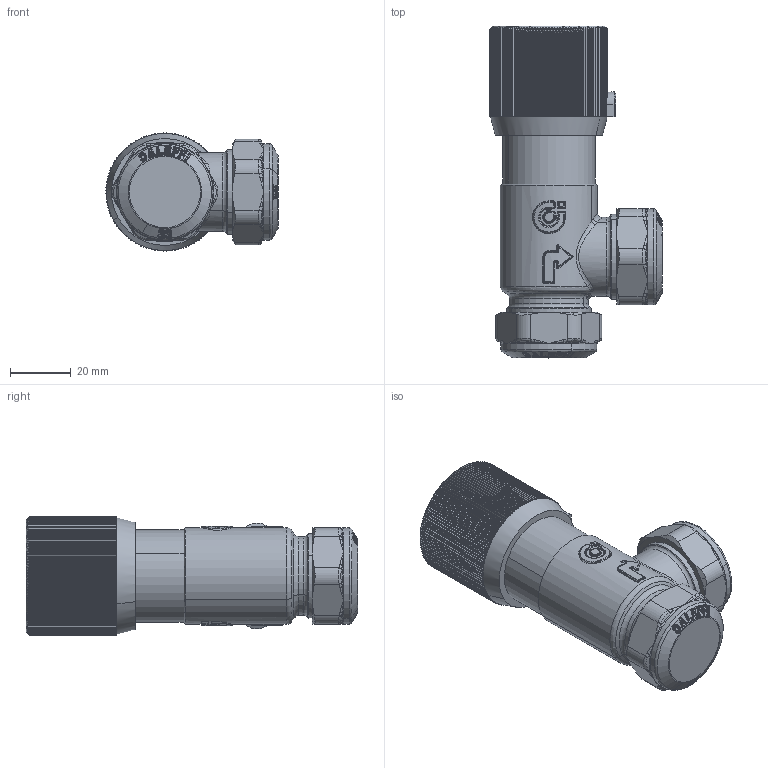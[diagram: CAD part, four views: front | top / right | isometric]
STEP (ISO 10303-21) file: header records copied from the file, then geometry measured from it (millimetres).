
FILE_DESCRIPTION(('CATIA V5 STEP Exchange','CAx-IF Rec.Pracs.--- Model Styling and Organization---1.4--- 2014-01-23','CAx-IF Rec.Pracs.---3D Tessellated Data Validation Properties---0.5---2014-09-14'),'2;1');
FILE_NAME('STEP_519002_-_TST.stp','2022-03-09T08:28:19+00:00',('none'),('none'),'CATIA Version 5-6 Release 2019 SP3','CATIA V5 STEP AP242 v1','none');
FILE_SCHEMA(('AP242_MANAGED_MODEL_BASED_3D_ENGINEERING_MIM_LF {1 0 10303 442 1 1 4}'));
Products named in the file (1): 519002 - TST
Bounding box: 56.87 x 109.55 x 38.99 mm (x, y, z)
Volume: 114149.8 mm3; surface area: 18197.4 mm2
Topology: 1 solids, 1 shells, 2338 faces, 5879 edges, 3409 vertices
Faces by surface type: bspline 1174, plane 588, cylinder 348, sphere 136, cone 66, torus 26
Entity records: 123693 total; most frequent: CARTESIAN_POINT 81398, ORIENTED_EDGE 11418, EDGE_CURVE 5709, DIRECTION 3881, B_SPLINE_CURVE_WITH_KNOTS 3506, VERTEX_POINT 3409, EDGE_LOOP 2374, ADVANCED_FACE 2338
